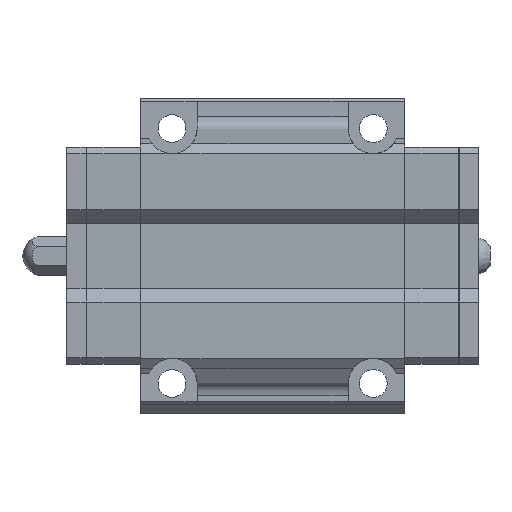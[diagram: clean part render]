
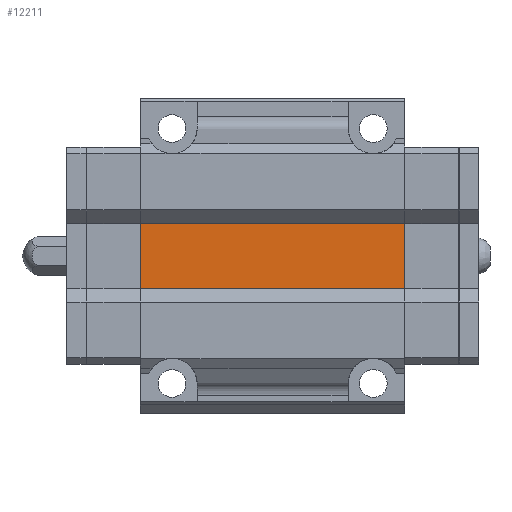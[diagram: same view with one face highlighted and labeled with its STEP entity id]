
A CAD part, front view. The second image highlights one B-rep face of the part: STEP entity #12211.
In plain terms, the highlighted planar face has unit normal (0, -1, 0).
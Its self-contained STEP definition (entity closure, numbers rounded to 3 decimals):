
#755=FACE_OUTER_BOUND('',#1414,.T.);
#1414=EDGE_LOOP('',(#9481,#9482,#9483,#9484));
#2463=LINE('',#18507,#3975);
#2537=LINE('',#18667,#4049);
#2552=LINE('',#18700,#4064);
#2553=LINE('',#18702,#4065);
#3975=VECTOR('',#14953,10.);
#4049=VECTOR('',#15045,10.);
#4064=VECTOR('',#15084,55.4);
#4065=VECTOR('',#15087,55.4);
#5350=VERTEX_POINT('',#18504);
#5351=VERTEX_POINT('',#18506);
#5427=VERTEX_POINT('',#18664);
#5428=VERTEX_POINT('',#18666);
#6795=EDGE_CURVE('',#5350,#5351,#2463,.T.);
#6877=EDGE_CURVE('',#5427,#5428,#2537,.T.);
#6894=EDGE_CURVE('',#5351,#5427,#2552,.T.);
#6895=EDGE_CURVE('',#5350,#5428,#2553,.T.);
#9481=ORIENTED_EDGE('',*,*,#6877,.F.);
#9482=ORIENTED_EDGE('',*,*,#6894,.F.);
#9483=ORIENTED_EDGE('',*,*,#6795,.F.);
#9484=ORIENTED_EDGE('',*,*,#6895,.T.);
#11627=PLANE('',#13051);
#12211=ADVANCED_FACE('',(#755),#11627,.T.);
#13051=AXIS2_PLACEMENT_3D('',#18701,#15085,#15086);
#14953=DIRECTION('',(-1.,0.,0.));
#15045=DIRECTION('',(1.,0.,0.));
#15084=DIRECTION('',(0.,0.,1.));
#15085=DIRECTION('center_axis',(0.,-1.,0.));
#15086=DIRECTION('ref_axis',(1.,0.,0.));
#15087=DIRECTION('',(0.,0.,1.));
#18504=CARTESIAN_POINT('',(5.049,0.,-19.7));
#18506=CARTESIAN_POINT('',(-5.049,0.,-19.7));
#18507=CARTESIAN_POINT('',(-2.524,0.,-19.7));
#18664=CARTESIAN_POINT('',(-5.049,0.,19.7));
#18666=CARTESIAN_POINT('',(5.049,0.,19.7));
#18667=CARTESIAN_POINT('',(-2.524,0.,19.7));
#18700=CARTESIAN_POINT('',(-5.049,0.,-30.7));
#18701=CARTESIAN_POINT('Origin',(-5.049,0.,-19.7));
#18702=CARTESIAN_POINT('',(5.049,0.,-30.7));
